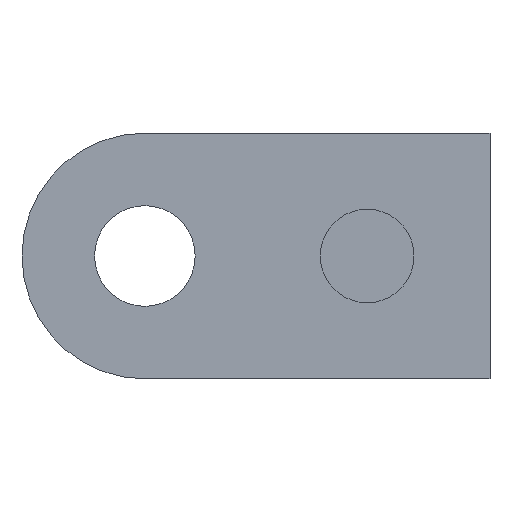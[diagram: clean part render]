
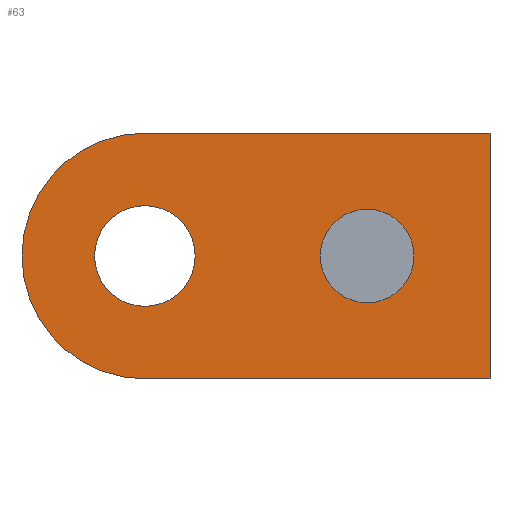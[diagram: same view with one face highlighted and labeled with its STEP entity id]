
A CAD part, front view. The second image highlights one B-rep face of the part: STEP entity #63.
In plain terms, the highlighted planar face has unit normal (0, -1, 0).
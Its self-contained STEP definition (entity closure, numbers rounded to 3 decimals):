
#63=ADVANCED_FACE('',(#106,#107,#108),#109,.T.);
#106=FACE_BOUND('',#158,.T.);
#107=FACE_BOUND('',#159,.T.);
#108=FACE_OUTER_BOUND('',#160,.T.);
#109=PLANE('',#161);
#158=EDGE_LOOP('',(#297,#298));
#159=EDGE_LOOP('',(#299,#300));
#160=EDGE_LOOP('',(#301,#302,#303,#304,#305));
#161=AXIS2_PLACEMENT_3D('',#306,#307,#308);
#297=ORIENTED_EDGE('',*,*,#374,.T.);
#298=ORIENTED_EDGE('',*,*,#384,.T.);
#299=ORIENTED_EDGE('',*,*,#400,.T.);
#300=ORIENTED_EDGE('',*,*,#360,.T.);
#301=ORIENTED_EDGE('',*,*,#401,.F.);
#302=ORIENTED_EDGE('',*,*,#402,.F.);
#303=ORIENTED_EDGE('',*,*,#403,.F.);
#304=ORIENTED_EDGE('',*,*,#404,.T.);
#305=ORIENTED_EDGE('',*,*,#358,.T.);
#306=CARTESIAN_POINT('',(0.0,0.0,0.0));
#307=DIRECTION('',(0.0,-1.0,0.0));
#308=DIRECTION('',(-1.0,0.0,0.0));
#358=EDGE_CURVE('',#410,#414,#416,.T.);
#360=EDGE_CURVE('',#420,#417,#421,.T.);
#374=EDGE_CURVE('',#442,#446,#448,.T.);
#384=EDGE_CURVE('',#446,#442,#462,.T.);
#400=EDGE_CURVE('',#417,#420,#485,.T.);
#401=EDGE_CURVE('',#486,#414,#487,.T.);
#402=EDGE_CURVE('',#488,#486,#489,.T.);
#403=EDGE_CURVE('',#490,#488,#491,.T.);
#404=EDGE_CURVE('',#490,#410,#492,.T.);
#410=VERTEX_POINT('',#498);
#414=VERTEX_POINT('',#503);
#416=CIRCLE('',#506,5.25);
#417=VERTEX_POINT('',#507);
#420=VERTEX_POINT('',#511);
#421=CIRCLE('',#512,2.0);
#442=VERTEX_POINT('',#538);
#446=VERTEX_POINT('',#543);
#448=CIRCLE('',#546,2.15);
#462=CIRCLE('',#564,2.15);
#485=CIRCLE('',#595,2.0);
#486=VERTEX_POINT('',#596);
#487=LINE('',#597,#598);
#488=VERTEX_POINT('',#599);
#489=LINE('',#600,#601);
#490=VERTEX_POINT('',#602);
#491=LINE('',#603,#604);
#492=CIRCLE('',#605,5.25);
#498=CARTESIAN_POINT('',(-5.25,0.0,0.));
#503=CARTESIAN_POINT('',(0.0,0.0,-5.25));
#506=AXIS2_PLACEMENT_3D('',#618,#619,#620);
#507=CARTESIAN_POINT('',(11.5,0.0,0.0));
#511=CARTESIAN_POINT('',(7.5,0.0,0.));
#512=AXIS2_PLACEMENT_3D('',#622,#623,#624);
#538=CARTESIAN_POINT('',(2.15,0.0,0.0));
#543=CARTESIAN_POINT('',(-2.15,0.0,0.));
#546=AXIS2_PLACEMENT_3D('',#650,#651,#652);
#564=AXIS2_PLACEMENT_3D('',#672,#673,#674);
#595=AXIS2_PLACEMENT_3D('',#704,#705,#706);
#596=CARTESIAN_POINT('',(14.75,0.0,-5.25));
#597=CARTESIAN_POINT('',(7.375,0.0,-5.25));
#598=VECTOR('',#707,1.0);
#599=CARTESIAN_POINT('',(14.75,0.0,5.25));
#600=CARTESIAN_POINT('',(14.75,0.0,0.0));
#601=VECTOR('',#708,1.0);
#602=CARTESIAN_POINT('',(0.0,0.0,5.25));
#603=CARTESIAN_POINT('',(7.375,0.0,5.25));
#604=VECTOR('',#709,1.0);
#605=AXIS2_PLACEMENT_3D('',#710,#711,#712);
#618=CARTESIAN_POINT('',(0.0,0.0,0.0));
#619=DIRECTION('',(0.0,-1.0,0.0));
#620=DIRECTION('',(1.0,0.0,0.0));
#622=CARTESIAN_POINT('',(9.5,0.0,0.0));
#623=DIRECTION('',(-0.0,1.0,0.0));
#624=DIRECTION('',(1.0,0.0,0.0));
#650=CARTESIAN_POINT('',(0.0,0.0,0.0));
#651=DIRECTION('',(-0.0,1.0,0.0));
#652=DIRECTION('',(1.0,0.0,0.0));
#672=CARTESIAN_POINT('',(0.0,0.0,0.0));
#673=DIRECTION('',(-0.0,1.0,0.0));
#674=DIRECTION('',(1.0,0.0,0.0));
#704=CARTESIAN_POINT('',(9.5,0.0,0.0));
#705=DIRECTION('',(-0.0,1.0,0.0));
#706=DIRECTION('',(1.0,0.0,0.0));
#707=DIRECTION('',(-1.0,0.0,0.0));
#708=DIRECTION('',(0.0,0.0,-1.0));
#709=DIRECTION('',(1.0,0.0,0.0));
#710=CARTESIAN_POINT('',(0.0,0.0,0.0));
#711=DIRECTION('',(0.0,-1.0,0.0));
#712=DIRECTION('',(1.0,0.0,0.0));
